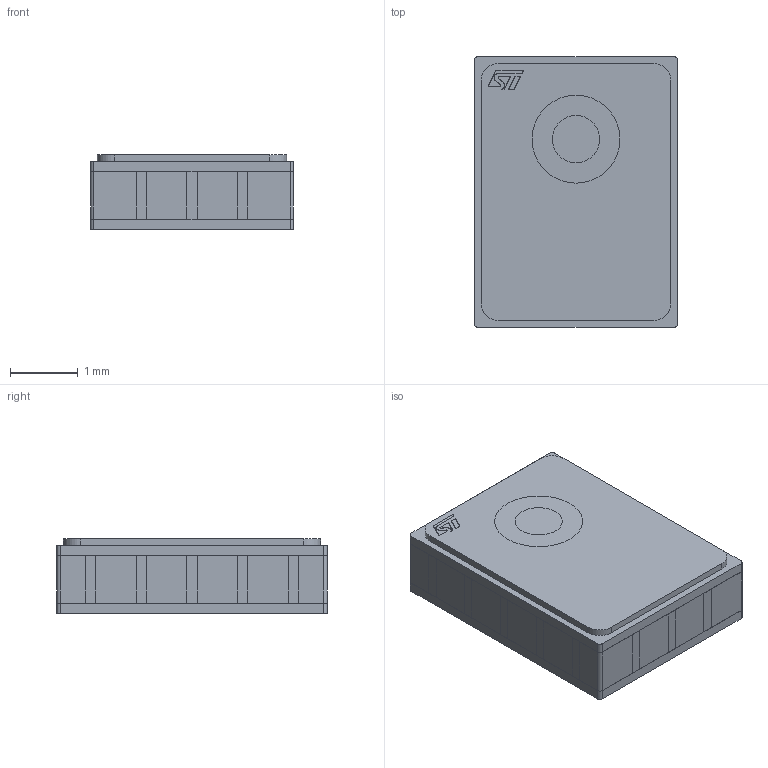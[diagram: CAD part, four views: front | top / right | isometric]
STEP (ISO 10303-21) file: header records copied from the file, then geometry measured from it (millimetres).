
FILE_DESCRIPTION(/* description */ (''),/* implementation_level */ '2;1');
FILE_NAME(/* name */ 'MP34DT06JTR.step',/* time_stamp */ '2021-05-04T21:56:18+02:00',/* author */ (''),/* organization */ (''),/* preprocessor_version */ 'ST-DEVELOPER v18.1',/* originating_system */ 'Autodesk Translation Framework v10.6.0.1341',/* authorisation */ '');
FILE_SCHEMA (('AUTOMOTIVE_DESIGN { 1 0 10303 214 3 1 1 }'));
Length unit declared in the file: millimetre
Products named in the file (14): PCB1; Board; Open CASCADE STEP translator 6.8 1.1.1; Free-Models; IC_STMicroelectronics_MP34DT06JTR_eec; Black; Yellow; Body_top; Body_cut; Body_cut_yellow; Body_bottom1; pins; Body_top1; ST_Logo_0.35mm
Assembly tree (13 placements, depth 4):
  PCB1
    Board
      Open CASCADE STEP translator 6.8 1.1.1
    Free-Models
      IC_STMicroelectronics_MP34DT06JTR_eec
        Black
        Yellow
        Body_top
        Body_cut
        Body_cut_yellow
        Body_bottom1
        pins
        Body_top1
        ST_Logo_0.35mm
Bounding box: 3 x 4 x 1.1 mm (x, y, z)
Volume: 13.1 mm3; surface area: 187.9 mm2
Topology: 38 solids, 38 shells, 1683 faces, 4803 edges, 3202 vertices
Faces by surface type: plane 1342, bspline 313, cylinder 28
Full cylindrical faces by diameter (mm): 0.7 x2, 1.3 x2
Entity records: 56035 total; most frequent: CARTESIAN_POINT 13784, ORIENTED_EDGE 9606, DIRECTION 7027, EDGE_CURVE 4803, LINE 4121, VECTOR 4121, VERTEX_POINT 3202, EDGE_LOOP 1711
